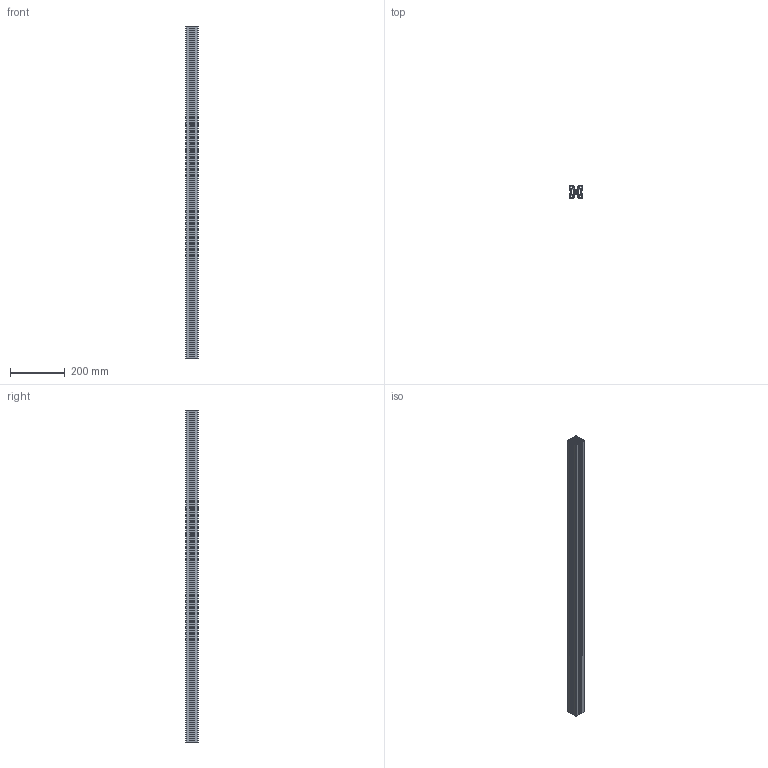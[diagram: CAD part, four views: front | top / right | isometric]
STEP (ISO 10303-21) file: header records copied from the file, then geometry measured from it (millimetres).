
FILE_DESCRIPTION(('FreeCAD Model'),'2;1');
FILE_NAME('ST-EXT-001-1215__2_3.step','2020-11-24T14:40:02',( 'FreeCAD'),('FreeCAD'),'Open CASCADE STEP processor 7.3','FreeCAD', 'Unknown');
FILE_SCHEMA(('AUTOMOTIVE_DESIGN { 1 0 10303 214 1 1 1 1 }'));
Length unit declared in the file: millimetre
Products named in the file (1): Open CASCADE STEP translator 7.3 258
Bounding box: 45 x 45 x 1215 mm (x, y, z)
Volume: 924967.7 mm3; surface area: 805940.5 mm2
Topology: 1 solids, 1 shells, 274 faces, 816 edges, 544 vertices
Faces by surface type: plane 146, cylinder 128
Entity records: 9302 total; most frequent: CARTESIAN_POINT 1635, ORIENTED_EDGE 1632, DIRECTION 1622, EDGE_CURVE 816, LINE 560, VECTOR 560, VERTEX_POINT 544, AXIS2_PLACEMENT_3D 531
